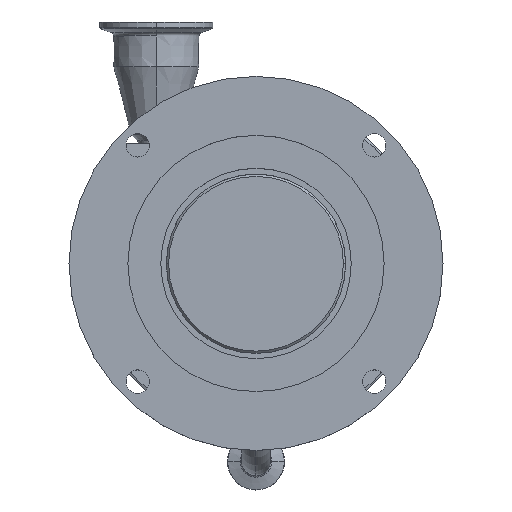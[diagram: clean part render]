
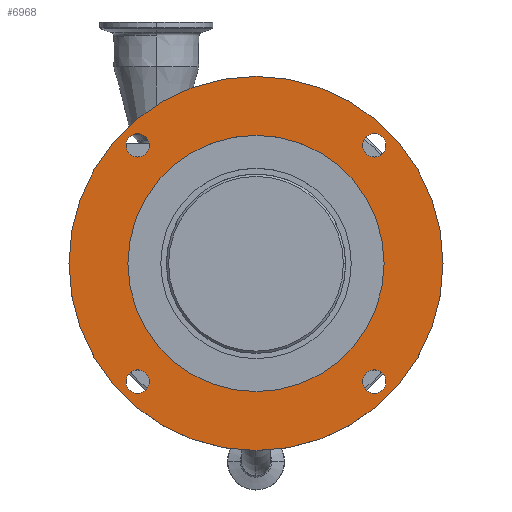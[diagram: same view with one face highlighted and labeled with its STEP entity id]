
A CAD part, top view. The second image highlights one B-rep face of the part: STEP entity #6968.
In plain terms, the highlighted planar face has unit normal (0, 0, 1).
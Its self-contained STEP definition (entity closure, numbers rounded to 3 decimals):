
#64 = VERTEX_POINT ( 'NONE', #8217 ) ;
#82 = CARTESIAN_POINT ( 'NONE',  ( -47.509, -52.759, -5.5 ) ) ;
#138 = CARTESIAN_POINT ( 'NONE',  ( 57.2, 0., -5.5 ) ) ;
#228 = CARTESIAN_POINT ( 'NONE',  ( 0., 0., -5.5 ) ) ;
#259 = EDGE_CURVE ( 'NONE', #9375, #3742, #5473, .T. ) ;
#324 = ORIENTED_EDGE ( 'NONE', *, *, #9186, .F. ) ;
#426 = FACE_BOUND ( 'NONE', #9189, .T. ) ;
#526 = ORIENTED_EDGE ( 'NONE', *, *, #3735, .F. ) ;
#537 = ORIENTED_EDGE ( 'NONE', *, *, #7602, .T. ) ;
#614 = DIRECTION ( 'NONE',  ( 0., 0., 1. ) ) ;
#752 = VERTEX_POINT ( 'NONE', #4496 ) ;
#811 = CARTESIAN_POINT ( 'NONE',  ( 0., 0., -5.5 ) ) ;
#1179 = EDGE_CURVE ( 'NONE', #8483, #2311, #3451, .T. ) ;
#1284 = CARTESIAN_POINT ( 'NONE',  ( 0., 0., -5.5 ) ) ;
#1393 = CARTESIAN_POINT ( 'NONE',  ( -58.009, 52.759, -5.5 ) ) ;
#1410 = EDGE_LOOP ( 'NONE', ( #526, #5350 ) ) ;
#1516 = CIRCLE ( 'NONE', #6907, 57.2 ) ;
#1560 = EDGE_LOOP ( 'NONE', ( #5363, #7362 ) ) ;
#1728 = DIRECTION ( 'NONE',  ( 0., 0., 1. ) ) ;
#1761 = AXIS2_PLACEMENT_3D ( 'NONE', #4329, #8796, #7380 ) ;
#1791 = ORIENTED_EDGE ( 'NONE', *, *, #4465, .F. ) ;
#1829 = DIRECTION ( 'NONE',  ( 0., 0., 1. ) ) ;
#1873 = DIRECTION ( 'NONE',  ( 1., 0., 0. ) ) ;
#1924 = DIRECTION ( 'NONE',  ( 1., 0., 0. ) ) ;
#1972 = DIRECTION ( 'NONE',  ( 0., 0., 1. ) ) ;
#1973 = FACE_BOUND ( 'NONE', #1560, .T. ) ;
#2019 = FACE_BOUND ( 'NONE', #7579, .T. ) ;
#2118 = CARTESIAN_POINT ( 'NONE',  ( -52.759, -52.759, -5.5 ) ) ;
#2154 = VERTEX_POINT ( 'NONE', #1393 ) ;
#2173 = DIRECTION ( 'NONE',  ( 1., 0., 0. ) ) ;
#2246 = CIRCLE ( 'NONE', #4076, 5.25 ) ;
#2248 = CARTESIAN_POINT ( 'NONE',  ( 47.509, 52.759, -5.5 ) ) ;
#2311 = VERTEX_POINT ( 'NONE', #6167 ) ;
#2423 = CIRCLE ( 'NONE', #2730, 5.25 ) ;
#2518 = DIRECTION ( 'NONE',  ( 1., 0., 0. ) ) ;
#2730 = AXIS2_PLACEMENT_3D ( 'NONE', #7615, #3951, #2518 ) ;
#2803 = CIRCLE ( 'NONE', #6961, 5.25 ) ;
#2881 = AXIS2_PLACEMENT_3D ( 'NONE', #5941, #8701, #5156 ) ;
#2931 = CIRCLE ( 'NONE', #9520, 83.5 ) ;
#3088 = AXIS2_PLACEMENT_3D ( 'NONE', #6261, #1829, #9188 ) ;
#3212 = DIRECTION ( 'NONE',  ( 1., 0., 0. ) ) ;
#3325 = DIRECTION ( 'NONE',  ( 1., 0., 0. ) ) ;
#3373 = PLANE ( 'NONE',  #5459 ) ;
#3451 = CIRCLE ( 'NONE', #1761, 5.25 ) ;
#3502 = VERTEX_POINT ( 'NONE', #8516 ) ;
#3678 = ORIENTED_EDGE ( 'NONE', *, *, #5672, .F. ) ;
#3679 = CARTESIAN_POINT ( 'NONE',  ( 83.5, 0., -5.5 ) ) ;
#3735 = EDGE_CURVE ( 'NONE', #6035, #6954, #2423, .T. ) ;
#3742 = VERTEX_POINT ( 'NONE', #138 ) ;
#3944 = DIRECTION ( 'NONE',  ( 0., 0., 1. ) ) ;
#3951 = DIRECTION ( 'NONE',  ( 0., 0., 1. ) ) ;
#4076 = AXIS2_PLACEMENT_3D ( 'NONE', #8310, #1728, #6077 ) ;
#4090 = VERTEX_POINT ( 'NONE', #82 ) ;
#4093 = FACE_BOUND ( 'NONE', #1410, .T. ) ;
#4305 = CIRCLE ( 'NONE', #6635, 5.25 ) ;
#4329 = CARTESIAN_POINT ( 'NONE',  ( 52.759, 52.759, -5.5 ) ) ;
#4465 = EDGE_CURVE ( 'NONE', #2311, #8483, #7032, .T. ) ;
#4496 = CARTESIAN_POINT ( 'NONE',  ( -47.509, 52.759, -5.5 ) ) ;
#4590 = CIRCLE ( 'NONE', #6597, 83.5 ) ;
#4829 = CARTESIAN_POINT ( 'NONE',  ( 0., 0., -5.5 ) ) ;
#4898 = FACE_BOUND ( 'NONE', #6918, .T. ) ;
#4922 = DIRECTION ( 'NONE',  ( 0., 0., 1. ) ) ;
#5094 = CARTESIAN_POINT ( 'NONE',  ( -52.759, 52.759, -5.5 ) ) ;
#5156 = DIRECTION ( 'NONE',  ( 1., 0., 0. ) ) ;
#5350 = ORIENTED_EDGE ( 'NONE', *, *, #7189, .F. ) ;
#5363 = ORIENTED_EDGE ( 'NONE', *, *, #6239, .F. ) ;
#5367 = EDGE_LOOP ( 'NONE', ( #537, #6173 ) ) ;
#5459 = AXIS2_PLACEMENT_3D ( 'NONE', #1284, #7133, #1924 ) ;
#5473 = CIRCLE ( 'NONE', #9447, 57.2 ) ;
#5547 = CARTESIAN_POINT ( 'NONE',  ( 47.509, -52.759, -5.5 ) ) ;
#5596 = EDGE_CURVE ( 'NONE', #64, #8527, #4590, .T. ) ;
#5672 = EDGE_CURVE ( 'NONE', #3742, #9375, #1516, .T. ) ;
#5728 = DIRECTION ( 'NONE',  ( 1., 0., 0. ) ) ;
#5928 = DIRECTION ( 'NONE',  ( 0., 0., 1. ) ) ;
#5941 = CARTESIAN_POINT ( 'NONE',  ( 52.759, 52.759, -5.5 ) ) ;
#6013 = CIRCLE ( 'NONE', #3088, 5.25 ) ;
#6035 = VERTEX_POINT ( 'NONE', #6995 ) ;
#6077 = DIRECTION ( 'NONE',  ( 1., 0., 0. ) ) ;
#6167 = CARTESIAN_POINT ( 'NONE',  ( 58.009, 52.759, -5.5 ) ) ;
#6173 = ORIENTED_EDGE ( 'NONE', *, *, #5596, .T. ) ;
#6215 = DIRECTION ( 'NONE',  ( 0., 0., 1. ) ) ;
#6239 = EDGE_CURVE ( 'NONE', #752, #2154, #2246, .T. ) ;
#6261 = CARTESIAN_POINT ( 'NONE',  ( 52.759, -52.759, -5.5 ) ) ;
#6597 = AXIS2_PLACEMENT_3D ( 'NONE', #811, #5928, #3212 ) ;
#6635 = AXIS2_PLACEMENT_3D ( 'NONE', #7659, #6215, #3325 ) ;
#6636 = ORIENTED_EDGE ( 'NONE', *, *, #1179, .F. ) ;
#6739 = CARTESIAN_POINT ( 'NONE',  ( -57.2, 0., -5.5 ) ) ;
#6907 = AXIS2_PLACEMENT_3D ( 'NONE', #4829, #4922, #8581 ) ;
#6918 = EDGE_LOOP ( 'NONE', ( #1791, #6636 ) ) ;
#6954 = VERTEX_POINT ( 'NONE', #5547 ) ;
#6961 = AXIS2_PLACEMENT_3D ( 'NONE', #5094, #614, #2173 ) ;
#6968 = ADVANCED_FACE ( 'NONE', ( #1973, #2019, #4093, #4898, #7040, #426 ), #3373, .T. ) ;
#6995 = CARTESIAN_POINT ( 'NONE',  ( 58.009, -52.759, -5.5 ) ) ;
#7032 = CIRCLE ( 'NONE', #2881, 5.25 ) ;
#7040 = FACE_OUTER_BOUND ( 'NONE', #5367, .T. ) ;
#7133 = DIRECTION ( 'NONE',  ( 0., 0., 1. ) ) ;
#7166 = CARTESIAN_POINT ( 'NONE',  ( 0., 0., -5.5 ) ) ;
#7189 = EDGE_CURVE ( 'NONE', #6954, #6035, #6013, .T. ) ;
#7245 = EDGE_CURVE ( 'NONE', #4090, #3502, #4305, .T. ) ;
#7362 = ORIENTED_EDGE ( 'NONE', *, *, #8349, .F. ) ;
#7380 = DIRECTION ( 'NONE',  ( 1., 0., 0. ) ) ;
#7568 = DIRECTION ( 'NONE',  ( 1., 0., 0. ) ) ;
#7579 = EDGE_LOOP ( 'NONE', ( #8127, #324 ) ) ;
#7602 = EDGE_CURVE ( 'NONE', #8527, #64, #2931, .T. ) ;
#7615 = CARTESIAN_POINT ( 'NONE',  ( 52.759, -52.759, -5.5 ) ) ;
#7659 = CARTESIAN_POINT ( 'NONE',  ( -52.759, -52.759, -5.5 ) ) ;
#8127 = ORIENTED_EDGE ( 'NONE', *, *, #7245, .F. ) ;
#8217 = CARTESIAN_POINT ( 'NONE',  ( -83.5, 0., -5.5 ) ) ;
#8310 = CARTESIAN_POINT ( 'NONE',  ( -52.759, 52.759, -5.5 ) ) ;
#8349 = EDGE_CURVE ( 'NONE', #2154, #752, #2803, .T. ) ;
#8483 = VERTEX_POINT ( 'NONE', #2248 ) ;
#8516 = CARTESIAN_POINT ( 'NONE',  ( -58.009, -52.759, -5.5 ) ) ;
#8527 = VERTEX_POINT ( 'NONE', #3679 ) ;
#8565 = AXIS2_PLACEMENT_3D ( 'NONE', #2118, #1972, #5728 ) ;
#8581 = DIRECTION ( 'NONE',  ( 1., 0., 0. ) ) ;
#8701 = DIRECTION ( 'NONE',  ( 0., 0., 1. ) ) ;
#8796 = DIRECTION ( 'NONE',  ( 0., 0., 1. ) ) ;
#8819 = ORIENTED_EDGE ( 'NONE', *, *, #259, .F. ) ;
#9030 = CIRCLE ( 'NONE', #8565, 5.25 ) ;
#9134 = DIRECTION ( 'NONE',  ( 0., 0., 1. ) ) ;
#9186 = EDGE_CURVE ( 'NONE', #3502, #4090, #9030, .T. ) ;
#9188 = DIRECTION ( 'NONE',  ( 1., 0., 0. ) ) ;
#9189 = EDGE_LOOP ( 'NONE', ( #3678, #8819 ) ) ;
#9375 = VERTEX_POINT ( 'NONE', #6739 ) ;
#9447 = AXIS2_PLACEMENT_3D ( 'NONE', #7166, #9134, #1873 ) ;
#9520 = AXIS2_PLACEMENT_3D ( 'NONE', #228, #3944, #7568 ) ;
